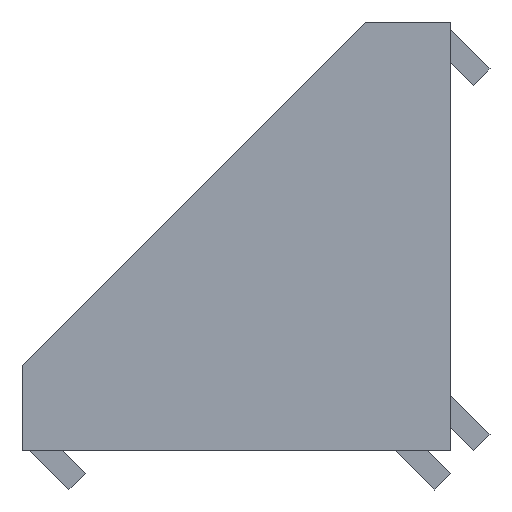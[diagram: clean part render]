
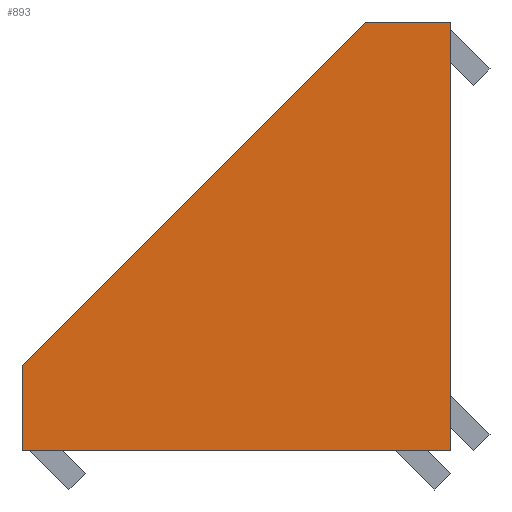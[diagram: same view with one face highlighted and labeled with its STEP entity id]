
A CAD part, left-side view. The second image highlights one B-rep face of the part: STEP entity #893.
In plain terms, the highlighted planar face has unit normal (-1, 0, 0).
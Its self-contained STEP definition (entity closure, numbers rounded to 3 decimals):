
#288 = EDGE_CURVE ( 'NONE', #773, #3307, #4064, .T. ) ;
#705 = LINE ( 'NONE', #4719, #4996 ) ;
#773 = VERTEX_POINT ( 'NONE', #2470 ) ;
#786 = DIRECTION ( 'NONE',  ( 0., 0., -1. ) ) ;
#893 = ADVANCED_FACE ( 'NONE', ( #4532 ), #1636, .F. ) ;
#980 = DIRECTION ( 'NONE',  ( 0., -0.707, 0.707 ) ) ;
#1268 = LINE ( 'NONE', #3283, #4465 ) ;
#1434 = DIRECTION ( 'NONE',  ( 0., 1., 0. ) ) ;
#1452 = ORIENTED_EDGE ( 'NONE', *, *, #4827, .F. ) ;
#1636 = PLANE ( 'NONE',  #4857 ) ;
#1702 = DIRECTION ( 'NONE',  ( 1., 0., 0. ) ) ;
#1824 = LINE ( 'NONE', #4297, #2923 ) ;
#1869 = DIRECTION ( 'NONE',  ( 0., -1., 0. ) ) ;
#1885 = VECTOR ( 'NONE', #3829, 1000. ) ;
#2065 = EDGE_LOOP ( 'NONE', ( #2574, #4274, #4153, #4900, #1452 ) ) ;
#2137 = VECTOR ( 'NONE', #980, 1000. ) ;
#2467 = CARTESIAN_POINT ( 'NONE',  ( -14., 13.6, -13.6 ) ) ;
#2470 = CARTESIAN_POINT ( 'NONE',  ( -14., 13.6, -8.2 ) ) ;
#2574 = ORIENTED_EDGE ( 'NONE', *, *, #4294, .F. ) ;
#2624 = CARTESIAN_POINT ( 'NONE',  ( -14., 13.6, -13.6 ) ) ;
#2632 = CARTESIAN_POINT ( 'NONE',  ( -14., 13.6, -8.2 ) ) ;
#2873 = CARTESIAN_POINT ( 'NONE',  ( -14., -13.6, -13.6 ) ) ;
#2923 = VECTOR ( 'NONE', #1869, 1000. ) ;
#3283 = CARTESIAN_POINT ( 'NONE',  ( -14., -13.6, 13.6 ) ) ;
#3307 = VERTEX_POINT ( 'NONE', #3861 ) ;
#3346 = DIRECTION ( 'NONE',  ( 0., 0., -1. ) ) ;
#3726 = VERTEX_POINT ( 'NONE', #5376 ) ;
#3829 = DIRECTION ( 'NONE',  ( 0., 0., 1. ) ) ;
#3861 = CARTESIAN_POINT ( 'NONE',  ( -14., -8.2, 13.6 ) ) ;
#3932 = EDGE_CURVE ( 'NONE', #4740, #773, #4862, .T. ) ;
#4064 = LINE ( 'NONE', #2632, #2137 ) ;
#4153 = ORIENTED_EDGE ( 'NONE', *, *, #3932, .F. ) ;
#4209 = CARTESIAN_POINT ( 'NONE',  ( -14., 0., 0. ) ) ;
#4253 = EDGE_CURVE ( 'NONE', #4837, #4740, #705, .T. ) ;
#4274 = ORIENTED_EDGE ( 'NONE', *, *, #288, .F. ) ;
#4294 = EDGE_CURVE ( 'NONE', #3307, #3726, #1824, .T. ) ;
#4297 = CARTESIAN_POINT ( 'NONE',  ( -14., -8.2, 13.6 ) ) ;
#4465 = VECTOR ( 'NONE', #786, 1000. ) ;
#4532 = FACE_OUTER_BOUND ( 'NONE', #2065, .T. ) ;
#4719 = CARTESIAN_POINT ( 'NONE',  ( -14., -13.6, -13.6 ) ) ;
#4740 = VERTEX_POINT ( 'NONE', #2467 ) ;
#4827 = EDGE_CURVE ( 'NONE', #3726, #4837, #1268, .T. ) ;
#4837 = VERTEX_POINT ( 'NONE', #2873 ) ;
#4857 = AXIS2_PLACEMENT_3D ( 'NONE', #4209, #1702, #3346 ) ;
#4862 = LINE ( 'NONE', #2624, #1885 ) ;
#4900 = ORIENTED_EDGE ( 'NONE', *, *, #4253, .F. ) ;
#4996 = VECTOR ( 'NONE', #1434, 1000. ) ;
#5376 = CARTESIAN_POINT ( 'NONE',  ( -14., -13.6, 13.6 ) ) ;
